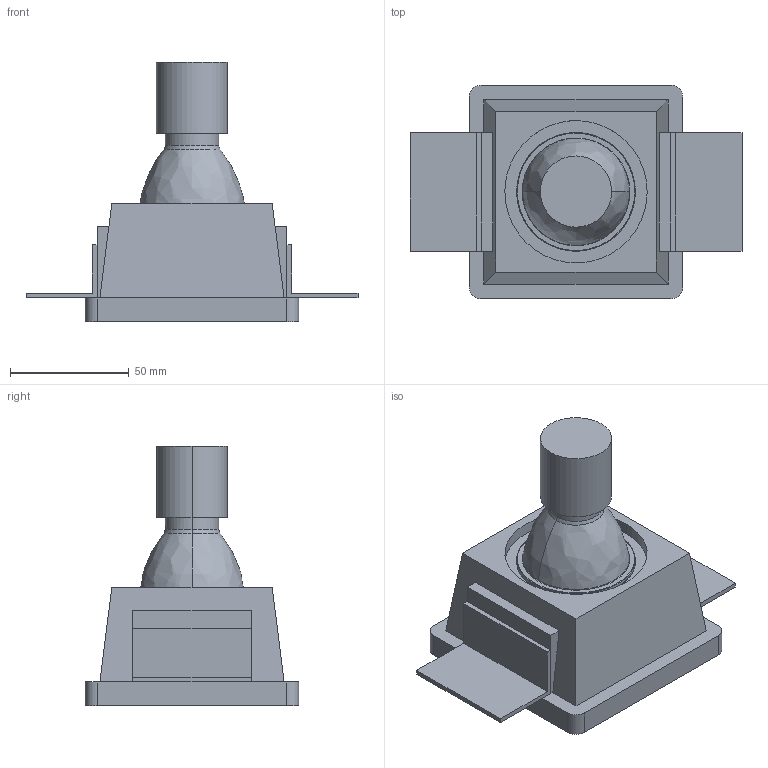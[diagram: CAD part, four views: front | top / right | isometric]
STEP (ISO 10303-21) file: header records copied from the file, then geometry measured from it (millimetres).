
FILE_DESCRIPTION(/* description */ (''),/* implementation_level */ '2;1');
FILE_NAME(/* name */ 'T165_S~1',/* time_stamp */ '2020-11-12T17:10:21+01:00',/* author */ (''),/* organization */ (''),/* preprocessor_version */ 'ST-DEVELOPER v16.5',/* originating_system */ '',/* authorisation */ '');
FILE_SCHEMA (('AUTOMOTIVE_DESIGN'));
Length unit declared in the file: millimetre
Products named in the file (1): Document
Bounding box: 140 x 90 x 109.39 mm (x, y, z)
Volume: 186176.4 mm3; surface area: 72188.3 mm2
Topology: 9 solids, 9 shells, 169 faces, 380 edges, 233 vertices
Faces by surface type: bspline 103, plane 66
Entity records: 7087 total; most frequent: CARTESIAN_POINT 4689, ORIENTED_EDGE 740, EDGE_CURVE 370, VERTEX_POINT 233, B_SPLINE_CURVE_WITH_KNOTS 188, EDGE_LOOP 185, ADVANCED_FACE 169, FACE_OUTER_BOUND 169
